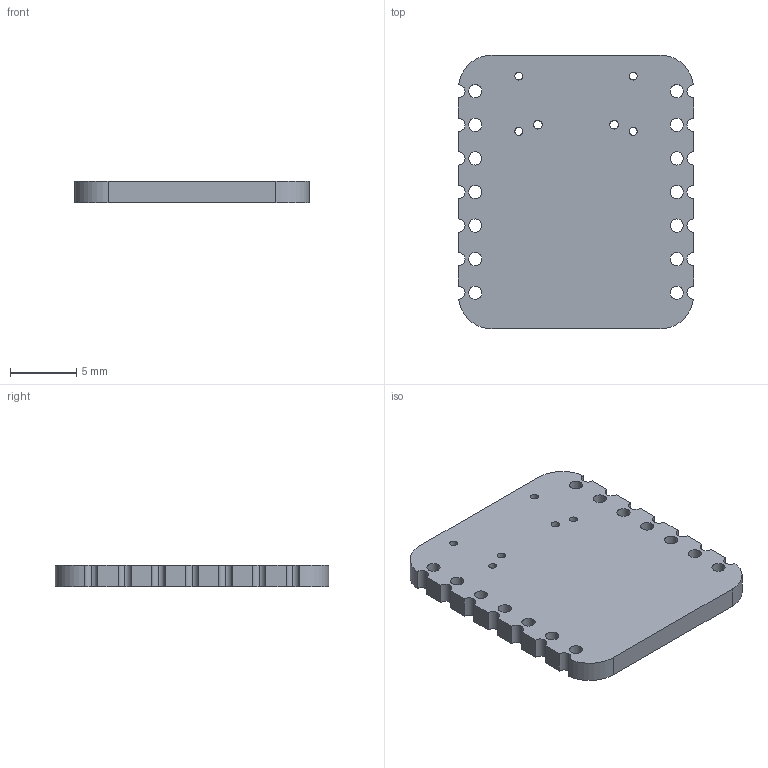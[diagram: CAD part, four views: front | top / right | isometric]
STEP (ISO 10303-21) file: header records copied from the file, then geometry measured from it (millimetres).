
FILE_DESCRIPTION(('KiCad electronic assembly'),'2;1');
FILE_NAME('Adafruit QT Py ESP32-C3.step','2023-09-13T13:22:42',('Pcbnew' ),('Kicad'),'Open CASCADE STEP processor 7.6', 'KiCad to STEP converter','Unknown');
FILE_SCHEMA(('AUTOMOTIVE_DESIGN { 1 0 10303 214 1 1 1 1 }'));
Length unit declared in the file: millimetre
Products named in the file (2): Adafruit QT Py ESP32-C3 1; Adafruit QT Py ESP32-C3 PCB
Assembly tree (1 placements, depth 2):
  Adafruit QT Py ESP32-C3 1
    Adafruit QT Py ESP32-C3 PCB
Bounding box: 17.78 x 20.7 x 1.6 mm (x, y, z)
Volume: 550.8 mm3; surface area: 906.3 mm2
Topology: 1 solids, 1 shells, 61 faces, 177 edges, 118 vertices
Faces by surface type: cylinder 45, plane 16
Full cylindrical faces by diameter (mm): 0.6 x4, 0.65 x2, 1 x14
Entity records: 4703 total; most frequent: CARTESIAN_POINT 1308, DIRECTION 601, ORIENTED_EDGE 354, PCURVE 354, DEFINITIONAL_REPRESENTATION 354, LINE 295, VECTOR 295, EDGE_CURVE 177
